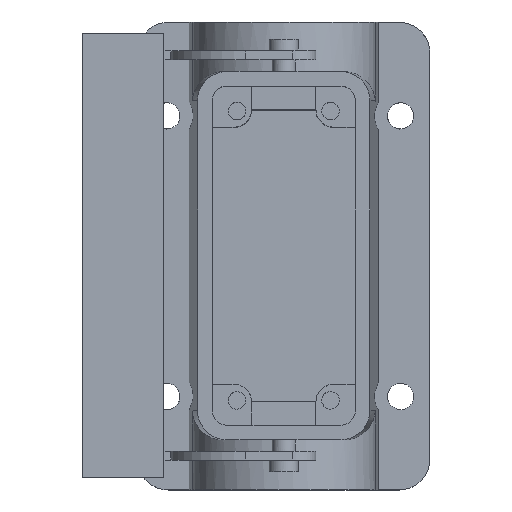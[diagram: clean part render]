
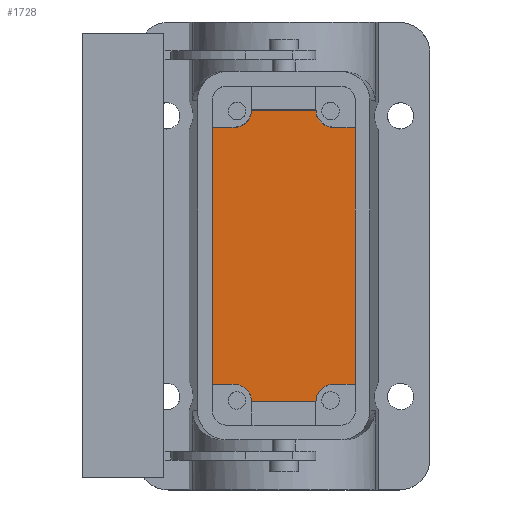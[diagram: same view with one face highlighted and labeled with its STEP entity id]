
A CAD part, top view. The second image highlights one B-rep face of the part: STEP entity #1728.
In plain terms, the highlighted planar face has unit normal (0, 0, 1).
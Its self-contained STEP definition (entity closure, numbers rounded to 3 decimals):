
#528=AXIS2_PLACEMENT_3D('Circle Axis2P3D',#526,#527,$) ;
#566=AXIS2_PLACEMENT_3D('Circle Axis2P3D',#564,#565,$) ;
#1665=AXIS2_PLACEMENT_3D('Plane Axis2P3D',#1662,#1663,#1664) ;
#1669=AXIS2_PLACEMENT_3D('Circle Axis2P3D',#1667,#1668,$) ;
#1704=AXIS2_PLACEMENT_3D('Circle Axis2P3D',#1702,#1703,$) ;
#363=CARTESIAN_POINT('Vertex',(26.,18.,4.5)) ;
#366=CARTESIAN_POINT('Line Origine',(24.125,18.,4.5)) ;
#370=CARTESIAN_POINT('Vertex',(22.25,18.,4.5)) ;
#501=CARTESIAN_POINT('Vertex',(46.75,18.,4.5)) ;
#504=CARTESIAN_POINT('Line Origine',(44.875,18.,4.5)) ;
#508=CARTESIAN_POINT('Vertex',(43.,18.,4.5)) ;
#526=CARTESIAN_POINT('Axis2P3D Location',(43.,15.,4.5)) ;
#530=CARTESIAN_POINT('Vertex',(40.,15.,4.5)) ;
#545=CARTESIAN_POINT('Line Origine',(34.5,15.,4.5)) ;
#549=CARTESIAN_POINT('Vertex',(29.,15.,4.5)) ;
#564=CARTESIAN_POINT('Axis2P3D Location',(26.,15.,4.5)) ;
#1662=CARTESIAN_POINT('Axis2P3D Location',(34.5,40.,4.5)) ;
#1667=CARTESIAN_POINT('Axis2P3D Location',(26.,65.,4.5)) ;
#1671=CARTESIAN_POINT('Vertex',(26.,62.,4.5)) ;
#1673=CARTESIAN_POINT('Vertex',(29.,65.,4.5)) ;
#1676=CARTESIAN_POINT('Line Origine',(24.125,62.,4.5)) ;
#1680=CARTESIAN_POINT('Vertex',(22.25,62.,4.5)) ;
#1683=CARTESIAN_POINT('Line Origine',(22.25,40.,4.5)) ;
#1688=CARTESIAN_POINT('Line Origine',(46.75,40.,4.5)) ;
#1692=CARTESIAN_POINT('Vertex',(46.75,62.,4.5)) ;
#1695=CARTESIAN_POINT('Line Origine',(44.875,62.,4.5)) ;
#1699=CARTESIAN_POINT('Vertex',(43.,62.,4.5)) ;
#1702=CARTESIAN_POINT('Axis2P3D Location',(43.,65.,4.5)) ;
#1706=CARTESIAN_POINT('Vertex',(40.,65.,4.5)) ;
#1709=CARTESIAN_POINT('Line Origine',(34.5,65.,4.5)) ;
#367=DIRECTION('Vector Direction',(-1.,0.,0.)) ;
#505=DIRECTION('Vector Direction',(1.,0.,0.)) ;
#527=DIRECTION('Axis2P3D Direction',(-0.,0.,-1.)) ;
#546=DIRECTION('Vector Direction',(-1.,0.,0.)) ;
#565=DIRECTION('Axis2P3D Direction',(0.,0.,-1.)) ;
#1663=DIRECTION('Axis2P3D Direction',(-0.,0.,1.)) ;
#1664=DIRECTION('Axis2P3D XDirection',(0.,-1.,0.)) ;
#1668=DIRECTION('Axis2P3D Direction',(-0.,0.,1.)) ;
#1677=DIRECTION('Vector Direction',(-1.,0.,0.)) ;
#1684=DIRECTION('Vector Direction',(0.,1.,0.)) ;
#1689=DIRECTION('Vector Direction',(0.,-1.,0.)) ;
#1696=DIRECTION('Vector Direction',(1.,0.,0.)) ;
#1703=DIRECTION('Axis2P3D Direction',(-0.,0.,1.)) ;
#1710=DIRECTION('Vector Direction',(-1.,0.,0.)) ;
#368=VECTOR('Line Direction',#367,1.) ;
#506=VECTOR('Line Direction',#505,1.) ;
#547=VECTOR('Line Direction',#546,1.) ;
#1678=VECTOR('Line Direction',#1677,1.) ;
#1685=VECTOR('Line Direction',#1684,1.) ;
#1690=VECTOR('Line Direction',#1689,1.) ;
#1697=VECTOR('Line Direction',#1696,1.) ;
#1711=VECTOR('Line Direction',#1710,1.) ;
#1715=ORIENTED_EDGE('',*,*,#1675,.F.) ;
#1716=ORIENTED_EDGE('',*,*,#1682,.T.) ;
#1717=ORIENTED_EDGE('',*,*,#1687,.T.) ;
#1718=ORIENTED_EDGE('',*,*,#372,.F.) ;
#1719=ORIENTED_EDGE('',*,*,#568,.F.) ;
#1720=ORIENTED_EDGE('',*,*,#551,.F.) ;
#1721=ORIENTED_EDGE('',*,*,#532,.F.) ;
#1722=ORIENTED_EDGE('',*,*,#510,.T.) ;
#1723=ORIENTED_EDGE('',*,*,#1694,.T.) ;
#1724=ORIENTED_EDGE('',*,*,#1701,.F.) ;
#1725=ORIENTED_EDGE('',*,*,#1708,.F.) ;
#1726=ORIENTED_EDGE('',*,*,#1713,.T.) ;
#1728=ADVANCED_FACE('Housing',(#1727),#1666,.T.) ;
#529=CIRCLE('generated circle',#528,3.) ;
#567=CIRCLE('generated circle',#566,3.) ;
#1670=CIRCLE('generated circle',#1669,3.) ;
#1705=CIRCLE('generated circle',#1704,3.) ;
#372=EDGE_CURVE('',#364,#371,#369,.T.) ;
#510=EDGE_CURVE('',#509,#502,#507,.T.) ;
#532=EDGE_CURVE('',#509,#531,#529,.F.) ;
#551=EDGE_CURVE('',#531,#550,#548,.T.) ;
#568=EDGE_CURVE('',#550,#364,#567,.F.) ;
#1675=EDGE_CURVE('',#1672,#1674,#1670,.T.) ;
#1682=EDGE_CURVE('',#1672,#1681,#1679,.T.) ;
#1687=EDGE_CURVE('',#1681,#371,#1686,.F.) ;
#1694=EDGE_CURVE('',#502,#1693,#1691,.F.) ;
#1701=EDGE_CURVE('',#1700,#1693,#1698,.T.) ;
#1708=EDGE_CURVE('',#1707,#1700,#1705,.T.) ;
#1713=EDGE_CURVE('',#1707,#1674,#1712,.T.) ;
#1714=EDGE_LOOP('',(#1715,#1716,#1717,#1718,#1719,#1720,#1721,#1722,#1723,#1724,#1725,#1726)) ;
#1727=FACE_OUTER_BOUND('',#1714,.T.) ;
#369=LINE('Line',#366,#368) ;
#507=LINE('Line',#504,#506) ;
#548=LINE('Line',#545,#547) ;
#1679=LINE('Line',#1676,#1678) ;
#1686=LINE('Line',#1683,#1685) ;
#1691=LINE('Line',#1688,#1690) ;
#1698=LINE('Line',#1695,#1697) ;
#1712=LINE('Line',#1709,#1711) ;
#1666=PLANE('',#1665) ;
#364=VERTEX_POINT('',#363) ;
#371=VERTEX_POINT('',#370) ;
#502=VERTEX_POINT('',#501) ;
#509=VERTEX_POINT('',#508) ;
#531=VERTEX_POINT('',#530) ;
#550=VERTEX_POINT('',#549) ;
#1672=VERTEX_POINT('',#1671) ;
#1674=VERTEX_POINT('',#1673) ;
#1681=VERTEX_POINT('',#1680) ;
#1693=VERTEX_POINT('',#1692) ;
#1700=VERTEX_POINT('',#1699) ;
#1707=VERTEX_POINT('',#1706) ;
